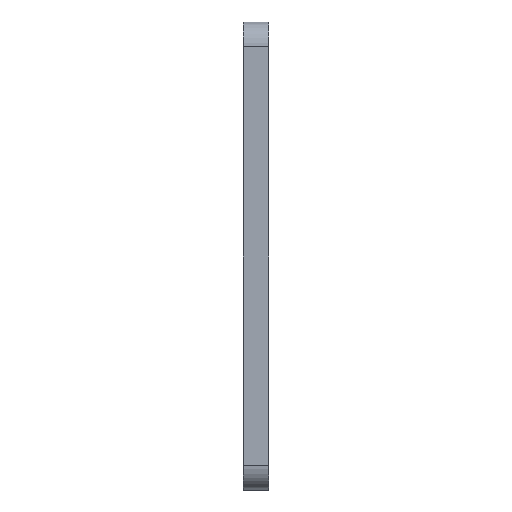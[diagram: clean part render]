
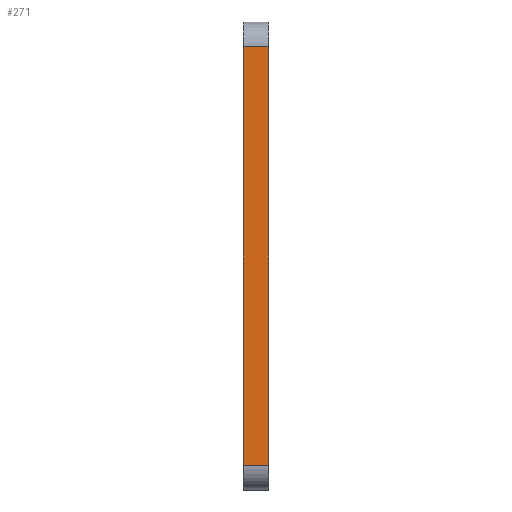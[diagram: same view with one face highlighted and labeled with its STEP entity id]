
A CAD part, left-side view. The second image highlights one B-rep face of the part: STEP entity #271.
In plain terms, the highlighted planar face has unit normal (-1, 0, 0).
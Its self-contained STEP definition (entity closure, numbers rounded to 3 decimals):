
#3 = VERTEX_POINT ( 'NONE', #25 ) ;
#7 = DIRECTION ( 'NONE',  ( 0., 0., -1. ) ) ;
#17 = VECTOR ( 'NONE', #629, 1000. ) ;
#25 = CARTESIAN_POINT ( 'NONE',  ( -80.009, 3., 28.604 ) ) ;
#36 = DIRECTION ( 'NONE',  ( 0., 0., 1. ) ) ;
#61 = EDGE_CURVE ( 'NONE', #593, #3, #104, .T. ) ;
#104 = LINE ( 'NONE', #395, #321 ) ;
#153 = FACE_OUTER_BOUND ( 'NONE', #926, .T. ) ;
#230 = PLANE ( 'NONE',  #798 ) ;
#238 = VERTEX_POINT ( 'NONE', #664 ) ;
#241 = CARTESIAN_POINT ( 'NONE',  ( -80.009, 0., 28.604 ) ) ;
#245 = LINE ( 'NONE', #823, #567 ) ;
#271 = ADVANCED_FACE ( 'NONE', ( #153 ), #230, .F. ) ;
#284 = VERTEX_POINT ( 'NONE', #241 ) ;
#285 = CARTESIAN_POINT ( 'NONE',  ( -80.009, 3., -21.403 ) ) ;
#292 = EDGE_CURVE ( 'NONE', #3, #284, #245, .T. ) ;
#296 = VECTOR ( 'NONE', #498, 1000. ) ;
#310 = ORIENTED_EDGE ( 'NONE', *, *, #532, .T. ) ;
#321 = VECTOR ( 'NONE', #36, 1000. ) ;
#326 = ORIENTED_EDGE ( 'NONE', *, *, #292, .F. ) ;
#395 = CARTESIAN_POINT ( 'NONE',  ( -80.009, 3., -21.403 ) ) ;
#405 = LINE ( 'NONE', #835, #17 ) ;
#440 = EDGE_CURVE ( 'NONE', #593, #238, #405, .T. ) ;
#451 = CARTESIAN_POINT ( 'NONE',  ( -80.009, 3., -21.403 ) ) ;
#452 = ORIENTED_EDGE ( 'NONE', *, *, #61, .F. ) ;
#456 = DIRECTION ( 'NONE',  ( 1., 0., 0. ) ) ;
#498 = DIRECTION ( 'NONE',  ( 0., 0., 1. ) ) ;
#532 = EDGE_CURVE ( 'NONE', #238, #284, #729, .T. ) ;
#561 = CARTESIAN_POINT ( 'NONE',  ( -80.009, 0., -21.403 ) ) ;
#567 = VECTOR ( 'NONE', #818, 1000. ) ;
#593 = VERTEX_POINT ( 'NONE', #285 ) ;
#629 = DIRECTION ( 'NONE',  ( 0., -1., 0. ) ) ;
#664 = CARTESIAN_POINT ( 'NONE',  ( -80.009, 0., -21.403 ) ) ;
#729 = LINE ( 'NONE', #561, #296 ) ;
#798 = AXIS2_PLACEMENT_3D ( 'NONE', #451, #456, #7 ) ;
#818 = DIRECTION ( 'NONE',  ( 0., -1., 0. ) ) ;
#823 = CARTESIAN_POINT ( 'NONE',  ( -80.009, 3., 28.604 ) ) ;
#835 = CARTESIAN_POINT ( 'NONE',  ( -80.009, 3., -21.403 ) ) ;
#926 = EDGE_LOOP ( 'NONE', ( #310, #326, #452, #940 ) ) ;
#940 = ORIENTED_EDGE ( 'NONE', *, *, #440, .T. ) ;
